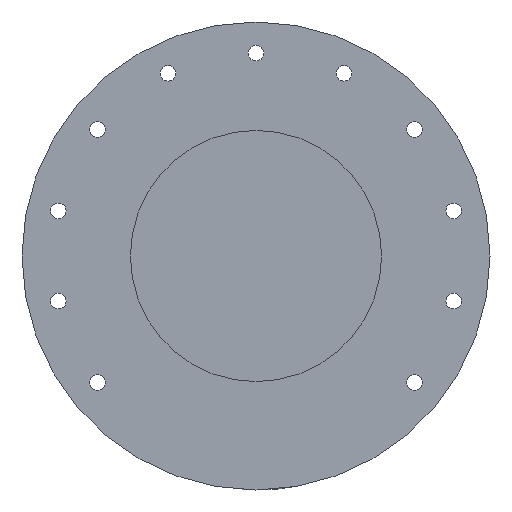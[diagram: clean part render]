
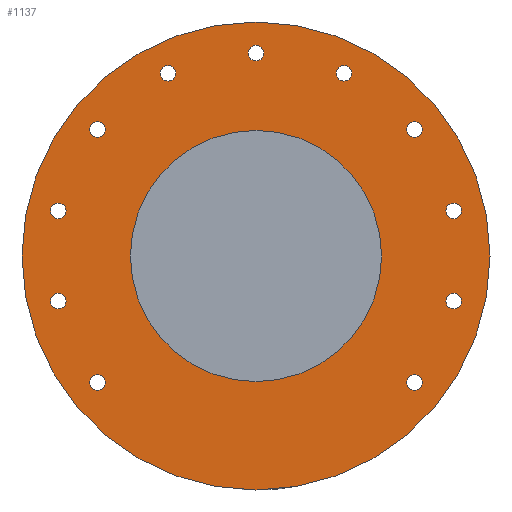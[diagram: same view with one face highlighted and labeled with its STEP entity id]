
A CAD part, front view. The second image highlights one B-rep face of the part: STEP entity #1137.
In plain terms, the highlighted planar face has unit normal (0, -1, 0).
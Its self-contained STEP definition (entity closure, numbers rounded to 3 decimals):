
#36=FACE_BOUND('',#276,.T.);
#37=FACE_BOUND('',#277,.T.);
#38=FACE_BOUND('',#278,.T.);
#39=FACE_BOUND('',#279,.T.);
#40=FACE_BOUND('',#280,.T.);
#41=FACE_BOUND('',#281,.T.);
#42=FACE_BOUND('',#282,.T.);
#43=FACE_BOUND('',#283,.T.);
#44=FACE_BOUND('',#284,.T.);
#45=FACE_BOUND('',#285,.T.);
#46=FACE_BOUND('',#286,.T.);
#47=FACE_BOUND('',#287,.T.);
#66=CIRCLE('',#1173,40.25);
#70=CIRCLE('',#1180,2.5);
#72=CIRCLE('',#1183,2.5);
#74=CIRCLE('',#1186,2.5);
#76=CIRCLE('',#1189,2.5);
#78=CIRCLE('',#1192,2.5);
#80=CIRCLE('',#1195,2.5);
#82=CIRCLE('',#1198,2.5);
#84=CIRCLE('',#1201,2.5);
#86=CIRCLE('',#1204,2.5);
#88=CIRCLE('',#1207,2.5);
#90=CIRCLE('',#1210,2.5);
#107=CIRCLE('',#1258,75.);
#198=FACE_OUTER_BOUND('',#275,.T.);
#275=EDGE_LOOP('',(#1036));
#276=EDGE_LOOP('',(#1037));
#277=EDGE_LOOP('',(#1038));
#278=EDGE_LOOP('',(#1039));
#279=EDGE_LOOP('',(#1040));
#280=EDGE_LOOP('',(#1041));
#281=EDGE_LOOP('',(#1042));
#282=EDGE_LOOP('',(#1043));
#283=EDGE_LOOP('',(#1044));
#284=EDGE_LOOP('',(#1045));
#285=EDGE_LOOP('',(#1046));
#286=EDGE_LOOP('',(#1047));
#287=EDGE_LOOP('',(#1048));
#514=VERTEX_POINT('',#1704);
#519=VERTEX_POINT('',#1719);
#521=VERTEX_POINT('',#1725);
#523=VERTEX_POINT('',#1731);
#525=VERTEX_POINT('',#1737);
#527=VERTEX_POINT('',#1743);
#529=VERTEX_POINT('',#1749);
#531=VERTEX_POINT('',#1755);
#533=VERTEX_POINT('',#1761);
#535=VERTEX_POINT('',#1767);
#537=VERTEX_POINT('',#1773);
#539=VERTEX_POINT('',#1779);
#577=VERTEX_POINT('',#1949);
#631=EDGE_CURVE('',#514,#514,#66,.T.);
#639=EDGE_CURVE('',#519,#519,#70,.F.);
#642=EDGE_CURVE('',#521,#521,#72,.F.);
#645=EDGE_CURVE('',#523,#523,#74,.F.);
#648=EDGE_CURVE('',#525,#525,#76,.F.);
#651=EDGE_CURVE('',#527,#527,#78,.F.);
#654=EDGE_CURVE('',#529,#529,#80,.F.);
#657=EDGE_CURVE('',#531,#531,#82,.F.);
#660=EDGE_CURVE('',#533,#533,#84,.F.);
#663=EDGE_CURVE('',#535,#535,#86,.F.);
#666=EDGE_CURVE('',#537,#537,#88,.F.);
#669=EDGE_CURVE('',#539,#539,#90,.F.);
#733=EDGE_CURVE('',#577,#577,#107,.T.);
#1036=ORIENTED_EDGE('',*,*,#733,.T.);
#1037=ORIENTED_EDGE('',*,*,#631,.T.);
#1038=ORIENTED_EDGE('',*,*,#639,.T.);
#1039=ORIENTED_EDGE('',*,*,#642,.T.);
#1040=ORIENTED_EDGE('',*,*,#645,.T.);
#1041=ORIENTED_EDGE('',*,*,#648,.T.);
#1042=ORIENTED_EDGE('',*,*,#651,.T.);
#1043=ORIENTED_EDGE('',*,*,#654,.T.);
#1044=ORIENTED_EDGE('',*,*,#657,.T.);
#1045=ORIENTED_EDGE('',*,*,#660,.T.);
#1046=ORIENTED_EDGE('',*,*,#663,.T.);
#1047=ORIENTED_EDGE('',*,*,#666,.T.);
#1048=ORIENTED_EDGE('',*,*,#669,.T.);
#1077=PLANE('',#1259);
#1137=ADVANCED_FACE('',(#198,#36,#37,#38,#39,#40,#41,#42,#43,#44,#45,#46,
#47),#1077,.T.);
#1173=AXIS2_PLACEMENT_3D('',#1705,#1363,#1364);
#1180=AXIS2_PLACEMENT_3D('',#1721,#1381,#1382);
#1183=AXIS2_PLACEMENT_3D('',#1727,#1388,#1389);
#1186=AXIS2_PLACEMENT_3D('',#1733,#1395,#1396);
#1189=AXIS2_PLACEMENT_3D('',#1739,#1402,#1403);
#1192=AXIS2_PLACEMENT_3D('',#1745,#1409,#1410);
#1195=AXIS2_PLACEMENT_3D('',#1751,#1416,#1417);
#1198=AXIS2_PLACEMENT_3D('',#1757,#1423,#1424);
#1201=AXIS2_PLACEMENT_3D('',#1763,#1430,#1431);
#1204=AXIS2_PLACEMENT_3D('',#1769,#1437,#1438);
#1207=AXIS2_PLACEMENT_3D('',#1775,#1444,#1445);
#1210=AXIS2_PLACEMENT_3D('',#1781,#1451,#1452);
#1258=AXIS2_PLACEMENT_3D('',#1950,#1590,#1591);
#1259=AXIS2_PLACEMENT_3D('',#1952,#1593,#1594);
#1363=DIRECTION('center_axis',(0.,1.,0.));
#1364=DIRECTION('ref_axis',(1.,0.,0.));
#1381=DIRECTION('center_axis',(0.,-1.,0.));
#1382=DIRECTION('ref_axis',(1.,0.,0.));
#1388=DIRECTION('center_axis',(0.,-1.,0.));
#1389=DIRECTION('ref_axis',(1.,0.,0.));
#1395=DIRECTION('center_axis',(0.,-1.,0.));
#1396=DIRECTION('ref_axis',(1.,0.,0.));
#1402=DIRECTION('center_axis',(0.,-1.,0.));
#1403=DIRECTION('ref_axis',(1.,0.,0.));
#1409=DIRECTION('center_axis',(0.,-1.,0.));
#1410=DIRECTION('ref_axis',(1.,0.,0.));
#1416=DIRECTION('center_axis',(0.,-1.,0.));
#1417=DIRECTION('ref_axis',(1.,0.,0.));
#1423=DIRECTION('center_axis',(0.,-1.,0.));
#1424=DIRECTION('ref_axis',(1.,0.,0.));
#1430=DIRECTION('center_axis',(0.,-1.,0.));
#1431=DIRECTION('ref_axis',(1.,0.,0.));
#1437=DIRECTION('center_axis',(0.,-1.,0.));
#1438=DIRECTION('ref_axis',(1.,0.,0.));
#1444=DIRECTION('center_axis',(0.,-1.,0.));
#1445=DIRECTION('ref_axis',(1.,0.,0.));
#1451=DIRECTION('center_axis',(0.,-1.,0.));
#1452=DIRECTION('ref_axis',(1.,0.,0.));
#1590=DIRECTION('center_axis',(0.,-1.,0.));
#1591=DIRECTION('ref_axis',(1.,0.,0.));
#1593=DIRECTION('center_axis',(0.,-1.,0.));
#1594=DIRECTION('ref_axis',(1.,0.,0.));
#1704=CARTESIAN_POINT('',(-40.25,-24.,0.));
#1705=CARTESIAN_POINT('Origin',(0.,-24.,0.));
#1719=CARTESIAN_POINT('',(-65.87,-24.,14.464));
#1721=CARTESIAN_POINT('Origin',(-63.37,-24.,14.464));
#1725=CARTESIAN_POINT('',(25.702,-24.,58.563));
#1727=CARTESIAN_POINT('Origin',(28.202,-24.,58.563));
#1731=CARTESIAN_POINT('',(48.319,-24.,-40.527));
#1733=CARTESIAN_POINT('Origin',(50.819,-24.,-40.527));
#1737=CARTESIAN_POINT('',(48.319,-24.,40.527));
#1739=CARTESIAN_POINT('Origin',(50.819,-24.,40.527));
#1743=CARTESIAN_POINT('',(-53.319,-24.,40.527));
#1745=CARTESIAN_POINT('Origin',(-50.819,-24.,40.527));
#1749=CARTESIAN_POINT('',(-65.87,-24.,-14.464));
#1751=CARTESIAN_POINT('Origin',(-63.37,-24.,-14.464));
#1755=CARTESIAN_POINT('',(-2.5,-24.,65.));
#1757=CARTESIAN_POINT('Origin',(0.,-24.,65.));
#1761=CARTESIAN_POINT('',(60.87,-24.,-14.464));
#1763=CARTESIAN_POINT('Origin',(63.37,-24.,-14.464));
#1767=CARTESIAN_POINT('',(60.87,-24.,14.464));
#1769=CARTESIAN_POINT('Origin',(63.37,-24.,14.464));
#1773=CARTESIAN_POINT('',(-30.702,-24.,58.563));
#1775=CARTESIAN_POINT('Origin',(-28.202,-24.,58.563));
#1779=CARTESIAN_POINT('',(-53.319,-24.,-40.527));
#1781=CARTESIAN_POINT('Origin',(-50.819,-24.,-40.527));
#1949=CARTESIAN_POINT('',(-75.,-24.,0.));
#1950=CARTESIAN_POINT('Origin',(0.,-24.,0.));
#1952=CARTESIAN_POINT('Origin',(0.,-24.,0.));
